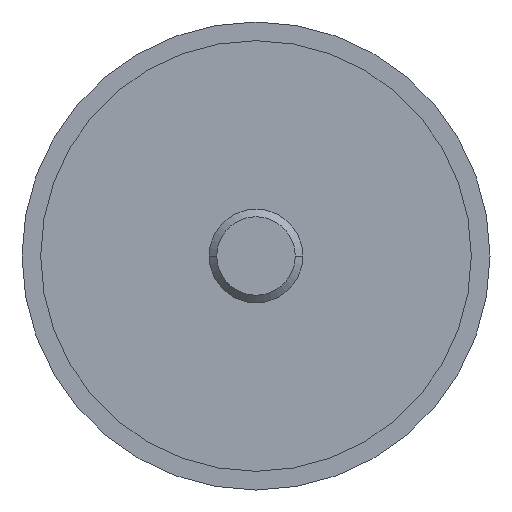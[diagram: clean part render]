
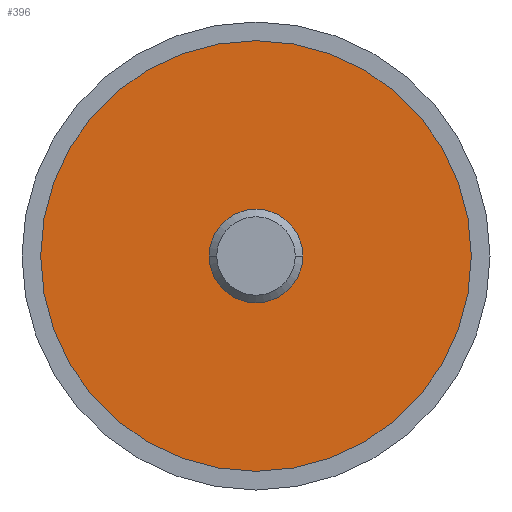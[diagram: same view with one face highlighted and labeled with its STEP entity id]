
A CAD part, front view. The second image highlights one B-rep face of the part: STEP entity #396.
In plain terms, the highlighted planar face has unit normal (0, -1, 0).
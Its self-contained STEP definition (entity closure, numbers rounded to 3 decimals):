
#206=EDGE_CURVE('',#434,#462,#559,.T.);
#230=EDGE_CURVE('',#264,#366,#588,.T.);
#232=EDGE_CURVE('',#462,#434,#590,.T.);
#252=EDGE_CURVE('',#366,#264,#614,.T.);
#264=VERTEX_POINT('',#627);
#366=VERTEX_POINT('',#744);
#396=ADVANCED_FACE('',(#779,#780),#781,.T.);
#434=VERTEX_POINT('',#823);
#462=VERTEX_POINT('',#852);
#559=CIRCLE('',#955,23.0);
#588=CIRCLE('',#993,5.0);
#590=CIRCLE('',#996,23.0);
#614=CIRCLE('',#1026,5.0);
#627=CARTESIAN_POINT('',(-5.0,0.0,0.));
#744=CARTESIAN_POINT('',(5.0,0.0,0.));
#779=FACE_BOUND('',#1231,.T.);
#780=FACE_OUTER_BOUND('',#1232,.T.);
#781=PLANE('',#1233);
#823=CARTESIAN_POINT('',(23.0,0.0,0.0));
#852=CARTESIAN_POINT('',(-23.0,0.0,0.));
#955=AXIS2_PLACEMENT_3D('',#1434,#1435,#1436);
#993=AXIS2_PLACEMENT_3D('',#1476,#1477,#1478);
#996=AXIS2_PLACEMENT_3D('',#1479,#1480,#1481);
#1026=AXIS2_PLACEMENT_3D('',#1516,#1517,#1518);
#1231=EDGE_LOOP('',(#1741,#1742));
#1232=EDGE_LOOP('',(#1743,#1744));
#1233=AXIS2_PLACEMENT_3D('',#1745,#1746,#1747);
#1434=CARTESIAN_POINT('',(0.0,0.0,0.0));
#1435=DIRECTION('',(0.0,-1.0,0.0));
#1436=DIRECTION('',(1.0,0.0,0.0));
#1476=CARTESIAN_POINT('',(0.0,0.0,0.0));
#1477=DIRECTION('',(-0.0,1.0,0.0));
#1478=DIRECTION('',(1.0,0.0,0.0));
#1479=CARTESIAN_POINT('',(0.0,0.0,0.0));
#1480=DIRECTION('',(0.0,-1.0,0.0));
#1481=DIRECTION('',(1.0,0.0,0.0));
#1516=CARTESIAN_POINT('',(0.0,0.0,0.0));
#1517=DIRECTION('',(-0.0,1.0,0.0));
#1518=DIRECTION('',(1.0,0.0,0.0));
#1741=ORIENTED_EDGE('',*,*,#230,.T.);
#1742=ORIENTED_EDGE('',*,*,#252,.T.);
#1743=ORIENTED_EDGE('',*,*,#206,.T.);
#1744=ORIENTED_EDGE('',*,*,#232,.T.);
#1745=CARTESIAN_POINT('',(0.0,0.0,0.0));
#1746=DIRECTION('',(0.0,-1.0,0.0));
#1747=DIRECTION('',(-1.0,0.0,0.0));
